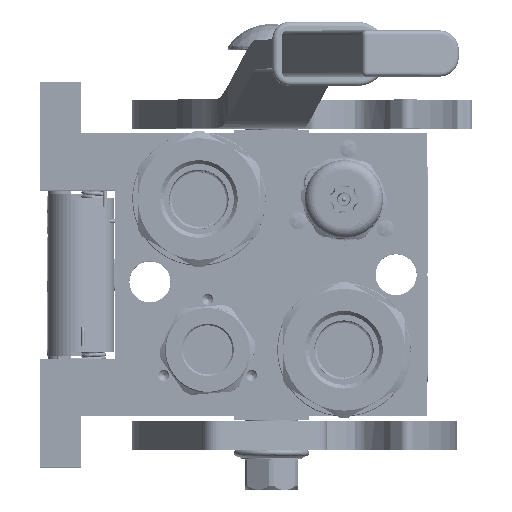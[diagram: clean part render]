
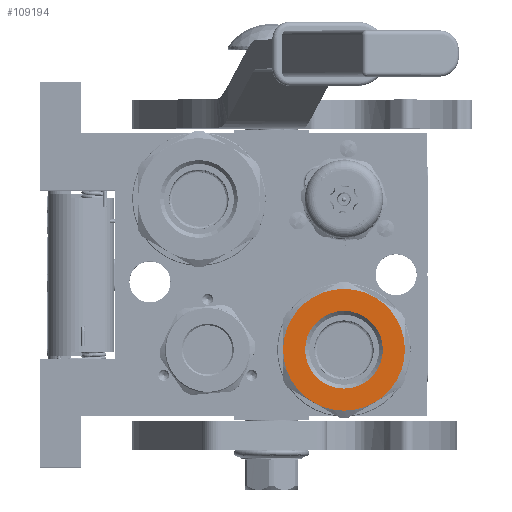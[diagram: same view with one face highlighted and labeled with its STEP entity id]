
A CAD part, top view. The second image highlights one B-rep face of the part: STEP entity #109194.
In plain terms, the highlighted face is planar.
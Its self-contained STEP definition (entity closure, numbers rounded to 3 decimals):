
#3778 = CARTESIAN_POINT ( 'NONE',  ( 100.6, -21., 0. ) ) ;
#4087 = DIRECTION ( 'NONE',  ( 0., 0.5, 0.866 ) ) ;
#6511 = DIRECTION ( 'NONE',  ( 0., -1., 0. ) ) ;
#7448 = CARTESIAN_POINT ( 'NONE',  ( 100.6, 0., 0. ) ) ;
#10725 = CIRCLE ( 'NONE', #48232, 21. ) ;
#15304 = CARTESIAN_POINT ( 'NONE',  ( 100.6, 10.5, 18.187 ) ) ;
#15968 = EDGE_CURVE ( 'NONE', #105178, #67285, #31133, .T. ) ;
#17510 = VERTEX_POINT ( 'NONE', #99803 ) ;
#17879 = EDGE_CURVE ( 'NONE', #113188, #93424, #145198, .T. ) ;
#18627 = VERTEX_POINT ( 'NONE', #3778 ) ;
#18728 = AXIS2_PLACEMENT_3D ( 'NONE', #129559, #74718, #48427 ) ;
#20314 = FACE_OUTER_BOUND ( 'NONE', #123493, .T. ) ;
#20356 = VERTEX_POINT ( 'NONE', #85407 ) ;
#26169 = DIRECTION ( 'NONE',  ( -1., 0., 0. ) ) ;
#29038 = CARTESIAN_POINT ( 'NONE',  ( 100.6, 0., 0. ) ) ;
#30242 = DIRECTION ( 'NONE',  ( 0., 1., 0. ) ) ;
#31133 = CIRCLE ( 'NONE', #171429, 13.4 ) ;
#34026 = CARTESIAN_POINT ( 'NONE',  ( 100.6, 0., 0. ) ) ;
#35643 = ORIENTED_EDGE ( 'NONE', *, *, #106713, .T. ) ;
#37018 = DIRECTION ( 'NONE',  ( -1., 0., 0. ) ) ;
#41770 = AXIS2_PLACEMENT_3D ( 'NONE', #151918, #72013, #85441 ) ;
#42278 = CARTESIAN_POINT ( 'NONE',  ( 100.6, 0., 0. ) ) ;
#42504 = DIRECTION ( 'NONE',  ( -1., 0., 0. ) ) ;
#43302 = EDGE_CURVE ( 'NONE', #61451, #17510, #10725, .T. ) ;
#45613 = CARTESIAN_POINT ( 'NONE',  ( 100.6, 0., 0. ) ) ;
#48232 = AXIS2_PLACEMENT_3D ( 'NONE', #45613, #138408, #4087 ) ;
#48427 = DIRECTION ( 'NONE',  ( 0., 0.5, 0.866 ) ) ;
#50104 = CARTESIAN_POINT ( 'NONE',  ( 100.6, -10.5, -18.187 ) ) ;
#51999 = VERTEX_POINT ( 'NONE', #50104 ) ;
#54932 = EDGE_CURVE ( 'NONE', #67285, #105178, #102711, .T. ) ;
#56053 = ORIENTED_EDGE ( 'NONE', *, *, #67919, .T. ) ;
#57011 = CIRCLE ( 'NONE', #63321, 21. ) ;
#59324 = EDGE_CURVE ( 'NONE', #17510, #20356, #114973, .T. ) ;
#60235 = ORIENTED_EDGE ( 'NONE', *, *, #146112, .T. ) ;
#61451 = VERTEX_POINT ( 'NONE', #15304 ) ;
#61603 = ORIENTED_EDGE ( 'NONE', *, *, #43302, .T. ) ;
#63321 = AXIS2_PLACEMENT_3D ( 'NONE', #7448, #100930, #114310 ) ;
#67285 = VERTEX_POINT ( 'NONE', #72774 ) ;
#67919 = EDGE_CURVE ( 'NONE', #18627, #51999, #145341, .T. ) ;
#72013 = DIRECTION ( 'NONE',  ( 1., 0., 0. ) ) ;
#72774 = CARTESIAN_POINT ( 'NONE',  ( 100.6, 13.4, 0. ) ) ;
#74718 = DIRECTION ( 'NONE',  ( 1., 0., 0. ) ) ;
#76071 = ORIENTED_EDGE ( 'NONE', *, *, #59324, .T. ) ;
#77774 = ORIENTED_EDGE ( 'NONE', *, *, #54932, .T. ) ;
#78015 = ORIENTED_EDGE ( 'NONE', *, *, #17879, .F. ) ;
#80170 = CARTESIAN_POINT ( 'NONE',  ( 100.6, 21., 0. ) ) ;
#81638 = DIRECTION ( 'NONE',  ( 0., 0.5, 0.866 ) ) ;
#85407 = CARTESIAN_POINT ( 'NONE',  ( 100.6, -10.5, 18.187 ) ) ;
#85441 = DIRECTION ( 'NONE',  ( 0., -0.5, -0.866 ) ) ;
#86608 = DIRECTION ( 'NONE',  ( 1., 0., 0. ) ) ;
#92196 = CARTESIAN_POINT ( 'NONE',  ( 100.6, 0., 0. ) ) ;
#93424 = VERTEX_POINT ( 'NONE', #139148 ) ;
#97544 = AXIS2_PLACEMENT_3D ( 'NONE', #42278, #135646, #109338 ) ;
#99722 = FACE_BOUND ( 'NONE', #104105, .T. ) ;
#99803 = CARTESIAN_POINT ( 'NONE',  ( 100.6, 0., 21. ) ) ;
#100930 = DIRECTION ( 'NONE',  ( 1., 0., 0. ) ) ;
#101370 = EDGE_CURVE ( 'NONE', #61451, #113188, #126136, .T. ) ;
#102626 = AXIS2_PLACEMENT_3D ( 'NONE', #29038, #42504, #81638 ) ;
#102711 = CIRCLE ( 'NONE', #97544, 13.4 ) ;
#104105 = EDGE_LOOP ( 'NONE', ( #114013, #77774 ) ) ;
#105178 = VERTEX_POINT ( 'NONE', #155959 ) ;
#106713 = EDGE_CURVE ( 'NONE', #51999, #93424, #141039, .T. ) ;
#107936 = AXIS2_PLACEMENT_3D ( 'NONE', #130986, #37018, #116926 ) ;
#109194 = ADVANCED_FACE ( 'NONE', ( #20314, #99722 ), #168861, .F. ) ;
#109338 = DIRECTION ( 'NONE',  ( 0., 1., 0. ) ) ;
#113188 = VERTEX_POINT ( 'NONE', #80170 ) ;
#114013 = ORIENTED_EDGE ( 'NONE', *, *, #15968, .T. ) ;
#114310 = DIRECTION ( 'NONE',  ( 0., -0.5, 0.866 ) ) ;
#114973 = CIRCLE ( 'NONE', #18728, 21. ) ;
#116926 = DIRECTION ( 'NONE',  ( 0., 0., 1. ) ) ;
#118307 = AXIS2_PLACEMENT_3D ( 'NONE', #34026, #86608, #6511 ) ;
#123493 = EDGE_LOOP ( 'NONE', ( #60235, #56053, #35643, #78015, #159191, #61603, #76071 ) ) ;
#126136 = CIRCLE ( 'NONE', #102626, 21. ) ;
#129559 = CARTESIAN_POINT ( 'NONE',  ( 100.6, 0., 0. ) ) ;
#130986 = CARTESIAN_POINT ( 'NONE',  ( 100.6, 0., 0. ) ) ;
#131919 = DIRECTION ( 'NONE',  ( 0., -1., 0. ) ) ;
#135646 = DIRECTION ( 'NONE',  ( -1., 0., 0. ) ) ;
#138408 = DIRECTION ( 'NONE',  ( 1., 0., 0. ) ) ;
#139148 = CARTESIAN_POINT ( 'NONE',  ( 100.6, 10.5, -18.187 ) ) ;
#141039 = CIRCLE ( 'NONE', #41770, 21. ) ;
#145198 = CIRCLE ( 'NONE', #156132, 21. ) ;
#145341 = CIRCLE ( 'NONE', #118307, 21. ) ;
#145827 = DIRECTION ( 'NONE',  ( -1., 0., 0. ) ) ;
#146112 = EDGE_CURVE ( 'NONE', #20356, #18627, #57011, .T. ) ;
#151918 = CARTESIAN_POINT ( 'NONE',  ( 100.6, 0., 0. ) ) ;
#155959 = CARTESIAN_POINT ( 'NONE',  ( 100.6, -13.4, 0. ) ) ;
#156132 = AXIS2_PLACEMENT_3D ( 'NONE', #158088, #26169, #30242 ) ;
#158088 = CARTESIAN_POINT ( 'NONE',  ( 100.6, 0., 0. ) ) ;
#159191 = ORIENTED_EDGE ( 'NONE', *, *, #101370, .F. ) ;
#168861 = PLANE ( 'NONE',  #107936 ) ;
#171429 = AXIS2_PLACEMENT_3D ( 'NONE', #92196, #145827, #131919 ) ;
